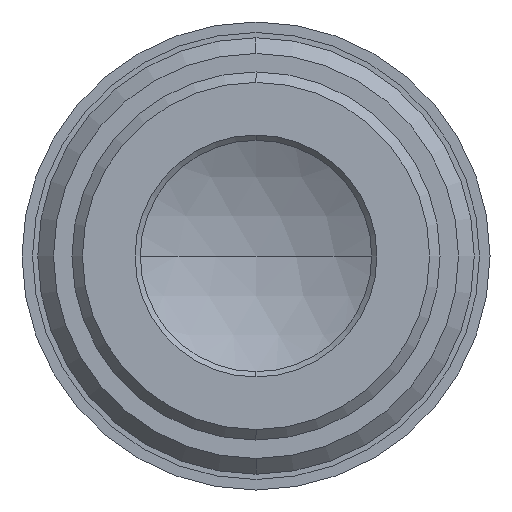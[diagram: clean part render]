
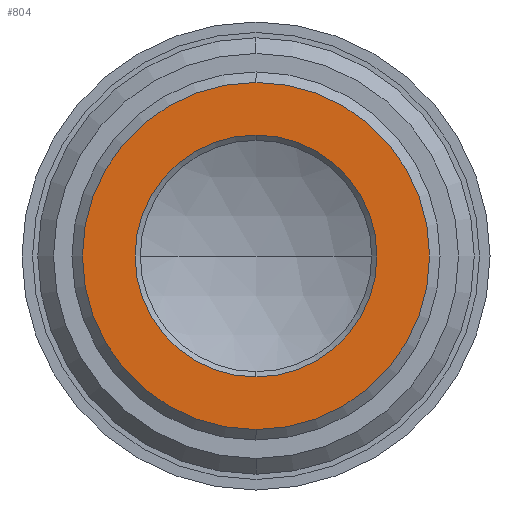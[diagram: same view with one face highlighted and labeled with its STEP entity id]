
A CAD part, left-side view. The second image highlights one B-rep face of the part: STEP entity #804.
In plain terms, the highlighted planar face has unit normal (-1, 0, 0).
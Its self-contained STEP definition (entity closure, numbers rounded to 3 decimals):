
#22 = EDGE_LOOP ( 'NONE', ( #224, #93 ) ) ;
#55 = CIRCLE ( 'NONE', #956, 33. ) ;
#80 = DIRECTION ( 'NONE',  ( 1., 0., 0. ) ) ;
#93 = ORIENTED_EDGE ( 'NONE', *, *, #1201, .T. ) ;
#126 = CARTESIAN_POINT ( 'NONE',  ( -7.765, 0., 0. ) ) ;
#170 = AXIS2_PLACEMENT_3D ( 'NONE', #961, #476, #425 ) ;
#224 = ORIENTED_EDGE ( 'NONE', *, *, #514, .T. ) ;
#226 = CIRCLE ( 'NONE', #533, 23. ) ;
#288 = DIRECTION ( 'NONE',  ( -1., 0., 0. ) ) ;
#344 = AXIS2_PLACEMENT_3D ( 'NONE', #831, #824, #823 ) ;
#366 = CARTESIAN_POINT ( 'NONE',  ( -7.765, 0., 0. ) ) ;
#425 = DIRECTION ( 'NONE',  ( 0., 0., -1. ) ) ;
#472 = VERTEX_POINT ( 'NONE', #705 ) ;
#474 = FACE_BOUND ( 'NONE', #22, .T. ) ;
#476 = DIRECTION ( 'NONE',  ( 1., 0., 0. ) ) ;
#504 = DIRECTION ( 'NONE',  ( 0., 0., 1. ) ) ;
#514 = EDGE_CURVE ( 'NONE', #721, #472, #1192, .T. ) ;
#524 = DIRECTION ( 'NONE',  ( 0., 0., -1. ) ) ;
#533 = AXIS2_PLACEMENT_3D ( 'NONE', #366, #80, #524 ) ;
#537 = DIRECTION ( 'NONE',  ( -1., 0., 0. ) ) ;
#635 = CARTESIAN_POINT ( 'NONE',  ( -7.765, 0., 23. ) ) ;
#705 = CARTESIAN_POINT ( 'NONE',  ( -7.765, 0., -23. ) ) ;
#721 = VERTEX_POINT ( 'NONE', #635 ) ;
#775 = VERTEX_POINT ( 'NONE', #910 ) ;
#804 = ADVANCED_FACE ( 'NONE', ( #474, #1236 ), #1150, .F. ) ;
#823 = DIRECTION ( 'NONE',  ( 0., 0., -1. ) ) ;
#824 = DIRECTION ( 'NONE',  ( 1., 0., 0. ) ) ;
#831 = CARTESIAN_POINT ( 'NONE',  ( -7.765, 0., 0. ) ) ;
#853 = VERTEX_POINT ( 'NONE', #937 ) ;
#910 = CARTESIAN_POINT ( 'NONE',  ( -7.765, 0., 33. ) ) ;
#911 = EDGE_LOOP ( 'NONE', ( #1108, #983 ) ) ;
#937 = CARTESIAN_POINT ( 'NONE',  ( -7.765, 0., -33. ) ) ;
#956 = AXIS2_PLACEMENT_3D ( 'NONE', #1214, #288, #1284 ) ;
#961 = CARTESIAN_POINT ( 'NONE',  ( -7.765, 33., 0. ) ) ;
#977 = EDGE_CURVE ( 'NONE', #853, #775, #55, .T. ) ;
#983 = ORIENTED_EDGE ( 'NONE', *, *, #1016, .T. ) ;
#1016 = EDGE_CURVE ( 'NONE', #775, #853, #1246, .T. ) ;
#1027 = AXIS2_PLACEMENT_3D ( 'NONE', #126, #537, #504 ) ;
#1108 = ORIENTED_EDGE ( 'NONE', *, *, #977, .T. ) ;
#1150 = PLANE ( 'NONE',  #170 ) ;
#1192 = CIRCLE ( 'NONE', #344, 23. ) ;
#1201 = EDGE_CURVE ( 'NONE', #472, #721, #226, .T. ) ;
#1214 = CARTESIAN_POINT ( 'NONE',  ( -7.765, 0., 0. ) ) ;
#1236 = FACE_OUTER_BOUND ( 'NONE', #911, .T. ) ;
#1246 = CIRCLE ( 'NONE', #1027, 33. ) ;
#1284 = DIRECTION ( 'NONE',  ( 0., 0., 1. ) ) ;
